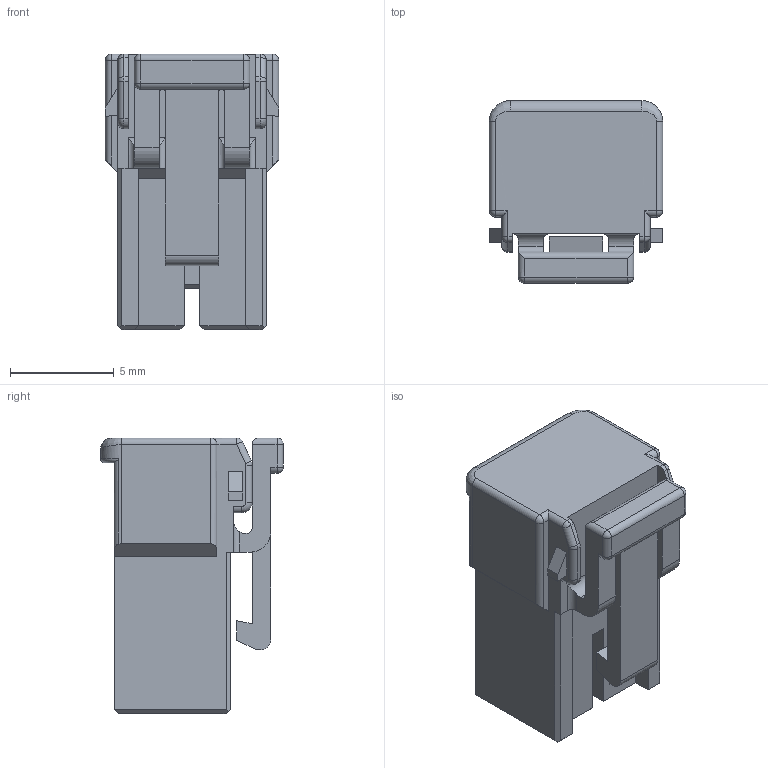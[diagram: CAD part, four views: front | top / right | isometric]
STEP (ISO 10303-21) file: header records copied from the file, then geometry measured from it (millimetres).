
FILE_DESCRIPTION(('Creo Elements/Direct Modeling STEP Export'),'2;1');
FILE_NAME('DF63-2S-3.96C.stp','2015-10-06T13:35:31',(''),(''),'Creo Elements/Direct Modeling STEP processor for AP214 (Solid Model)','Creo Elements/Direct Modeling 18.1E 22-Nov-2013 (C) Parametric Technology GmbH','');
FILE_SCHEMA(('AUTOMOTIVE_DESIGN { 1 0 10303 214 1 1 1 1 }'));
Length unit declared in the file: millimetre
Products named in the file (1): DF63-2S-3.96C
Bounding box: 8.36 x 8.8 x 13.3 mm (x, y, z)
Volume: 564.1 mm3; surface area: 668.3 mm2
Topology: 1 solids, 1 shells, 164 faces, 438 edges, 270 vertices
Faces by surface type: plane 100, cylinder 48, sphere 8, torus 6, bspline 2
Entity records: 5408 total; most frequent: CARTESIAN_POINT 1345, ORIENTED_EDGE 860, DIRECTION 818, EDGE_CURVE 430, VECTOR 320, LINE 320, VERTEX_POINT 270, AXIS2_PLACEMENT_3D 249
